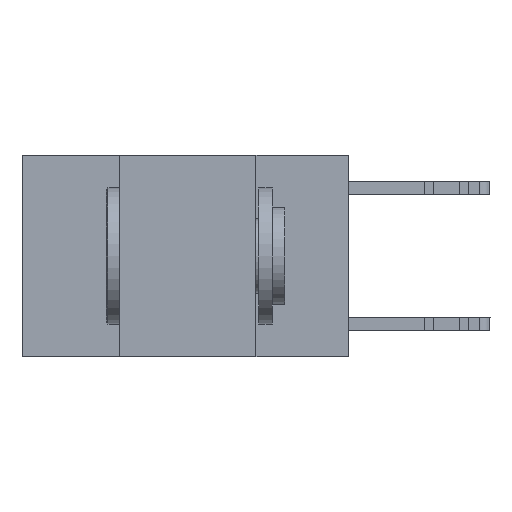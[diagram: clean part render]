
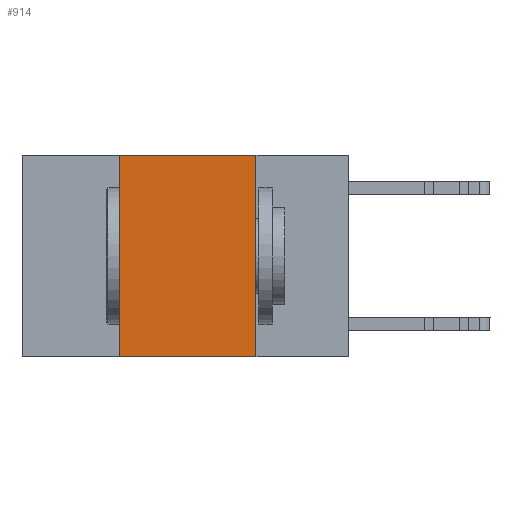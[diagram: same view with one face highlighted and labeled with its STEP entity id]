
A CAD part, left-side view. The second image highlights one B-rep face of the part: STEP entity #914.
In plain terms, the highlighted planar face has unit normal (-1, 0, 0).
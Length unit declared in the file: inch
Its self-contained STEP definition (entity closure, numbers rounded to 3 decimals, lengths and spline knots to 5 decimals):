
#887 = EDGE_LOOP ( 'NONE', ( #25179, #10601, #6524, #12644 ) ) ;
#914 = ADVANCED_FACE ( 'NONE', ( #29286 ), #20341, .F. ) ;
#2839 = DIRECTION ( 'NONE',  ( 0., -1., 0. ) ) ;
#2902 = CARTESIAN_POINT ( 'NONE',  ( 0., 0.6, 0. ) ) ;
#3292 = CARTESIAN_POINT ( 'NONE',  ( 0., 0.42, -0.37 ) ) ;
#3361 = DIRECTION ( 'NONE',  ( 0., 0., 1. ) ) ;
#3432 = CARTESIAN_POINT ( 'NONE',  ( 0., 0.42, 0. ) ) ;
#5040 = CARTESIAN_POINT ( 'NONE',  ( 0., 0.17, 0. ) ) ;
#5411 = VECTOR ( 'NONE', #17518, 39.37008 ) ;
#6217 = EDGE_CURVE ( 'NONE', #25377, #27029, #21632, .T. ) ;
#6524 = ORIENTED_EDGE ( 'NONE', *, *, #7740, .F. ) ;
#7740 = EDGE_CURVE ( 'NONE', #20137, #25377, #19607, .T. ) ;
#9546 = CARTESIAN_POINT ( 'NONE',  ( 0., 0.17, -0.37 ) ) ;
#10601 = ORIENTED_EDGE ( 'NONE', *, *, #6217, .F. ) ;
#12644 = ORIENTED_EDGE ( 'NONE', *, *, #14363, .T. ) ;
#14363 = EDGE_CURVE ( 'NONE', #20137, #14920, #17085, .T. ) ;
#14920 = VERTEX_POINT ( 'NONE', #9546 ) ;
#15726 = CARTESIAN_POINT ( 'NONE',  ( 0., 0.17, 0. ) ) ;
#16266 = VECTOR ( 'NONE', #2839, 39.37008 ) ;
#17002 = VECTOR ( 'NONE', #23145, 39.37008 ) ;
#17085 = LINE ( 'NONE', #23569, #17002 ) ;
#17518 = DIRECTION ( 'NONE',  ( 0., 0., -1. ) ) ;
#19607 = LINE ( 'NONE', #3432, #20993 ) ;
#20117 = DIRECTION ( 'NONE',  ( 0., 0., -1. ) ) ;
#20137 = VERTEX_POINT ( 'NONE', #3292 ) ;
#20147 = DIRECTION ( 'NONE',  ( 1., 0., 0. ) ) ;
#20341 = PLANE ( 'NONE',  #23411 ) ;
#20659 = CARTESIAN_POINT ( 'NONE',  ( 0., 0.6, 0. ) ) ;
#20993 = VECTOR ( 'NONE', #3361, 39.37008 ) ;
#21632 = LINE ( 'NONE', #2902, #16266 ) ;
#22039 = CARTESIAN_POINT ( 'NONE',  ( 0., 0.42, 0. ) ) ;
#22493 = EDGE_CURVE ( 'NONE', #27029, #14920, #30279, .T. ) ;
#23145 = DIRECTION ( 'NONE',  ( 0., -1., 0. ) ) ;
#23411 = AXIS2_PLACEMENT_3D ( 'NONE', #20659, #20147, #20117 ) ;
#23569 = CARTESIAN_POINT ( 'NONE',  ( 0., 0.6, -0.37 ) ) ;
#25179 = ORIENTED_EDGE ( 'NONE', *, *, #22493, .F. ) ;
#25377 = VERTEX_POINT ( 'NONE', #22039 ) ;
#27029 = VERTEX_POINT ( 'NONE', #15726 ) ;
#29286 = FACE_OUTER_BOUND ( 'NONE', #887, .T. ) ;
#30279 = LINE ( 'NONE', #5040, #5411 ) ;
